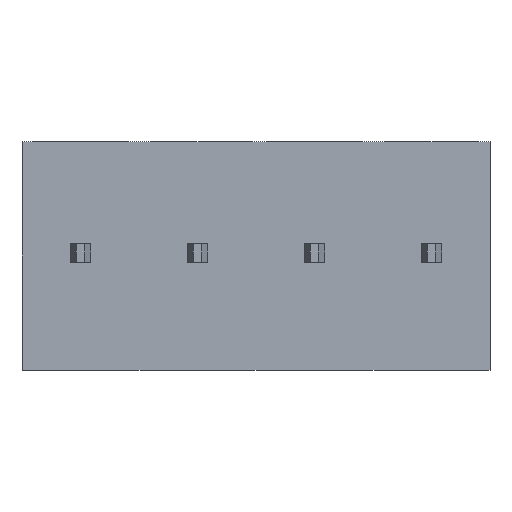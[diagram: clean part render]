
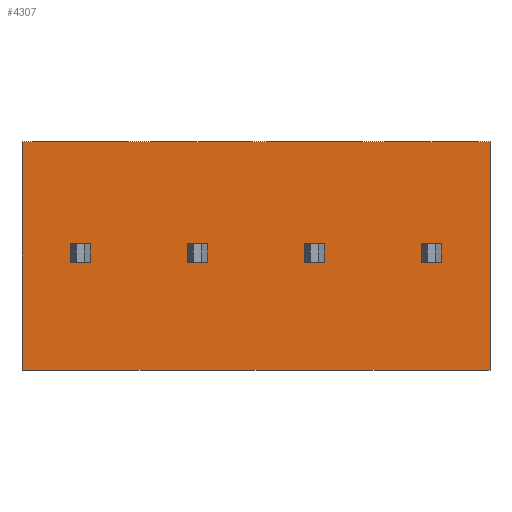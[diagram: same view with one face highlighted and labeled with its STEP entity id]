
A CAD part, front view. The second image highlights one B-rep face of the part: STEP entity #4307.
In plain terms, the highlighted planar face has unit normal (0, -1, 0).
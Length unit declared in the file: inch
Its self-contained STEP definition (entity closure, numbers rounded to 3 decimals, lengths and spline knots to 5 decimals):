
#9=DIRECTION('',(0.,0.,-1.));
#10=VECTOR('',#9,0.39);
#11=CARTESIAN_POINT('',(-0.4,-0.31,0.175));
#12=LINE('',#11,#10);
#193=DIRECTION('',(1.,0.,0.));
#194=VECTOR('',#193,0.8);
#195=CARTESIAN_POINT('',(-0.4,-0.31,-0.215));
#196=LINE('',#195,#194);
#281=DIRECTION('',(1.,0.,0.));
#282=VECTOR('',#281,0.8);
#283=CARTESIAN_POINT('',(-0.4,-0.31,0.175));
#284=LINE('',#283,#282);
#285=DIRECTION('',(0.,0.,-1.));
#286=VECTOR('',#285,0.032);
#287=CARTESIAN_POINT('',(-0.3175,-0.31,0.001));
#288=LINE('',#287,#286);
#289=DIRECTION('',(1.,0.,0.));
#290=VECTOR('',#289,0.035);
#291=CARTESIAN_POINT('',(-0.3175,-0.31,-0.031));
#292=LINE('',#291,#290);
#293=DIRECTION('',(0.,0.,1.));
#294=VECTOR('',#293,0.032);
#295=CARTESIAN_POINT('',(-0.2825,-0.31,-0.031));
#296=LINE('',#295,#294);
#297=DIRECTION('',(-1.,0.,0.));
#298=VECTOR('',#297,0.035);
#299=CARTESIAN_POINT('',(-0.2825,-0.31,0.001));
#300=LINE('',#299,#298);
#301=DIRECTION('',(0.,0.,-1.));
#302=VECTOR('',#301,0.032);
#303=CARTESIAN_POINT('',(-0.1175,-0.31,0.001));
#304=LINE('',#303,#302);
#305=DIRECTION('',(1.,0.,0.));
#306=VECTOR('',#305,0.035);
#307=CARTESIAN_POINT('',(-0.1175,-0.31,-0.031));
#308=LINE('',#307,#306);
#309=DIRECTION('',(0.,0.,1.));
#310=VECTOR('',#309,0.032);
#311=CARTESIAN_POINT('',(-0.0825,-0.31,-0.031));
#312=LINE('',#311,#310);
#313=DIRECTION('',(-1.,0.,0.));
#314=VECTOR('',#313,0.035);
#315=CARTESIAN_POINT('',(-0.0825,-0.31,0.001));
#316=LINE('',#315,#314);
#317=DIRECTION('',(0.,0.,-1.));
#318=VECTOR('',#317,0.032);
#319=CARTESIAN_POINT('',(0.0825,-0.31,0.001));
#320=LINE('',#319,#318);
#321=DIRECTION('',(1.,0.,0.));
#322=VECTOR('',#321,0.035);
#323=CARTESIAN_POINT('',(0.0825,-0.31,-0.031));
#324=LINE('',#323,#322);
#325=DIRECTION('',(0.,0.,1.));
#326=VECTOR('',#325,0.032);
#327=CARTESIAN_POINT('',(0.1175,-0.31,-0.031));
#328=LINE('',#327,#326);
#329=DIRECTION('',(-1.,0.,0.));
#330=VECTOR('',#329,0.035);
#331=CARTESIAN_POINT('',(0.1175,-0.31,0.001));
#332=LINE('',#331,#330);
#333=DIRECTION('',(0.,0.,-1.));
#334=VECTOR('',#333,0.032);
#335=CARTESIAN_POINT('',(0.2825,-0.31,0.001));
#336=LINE('',#335,#334);
#337=DIRECTION('',(1.,0.,0.));
#338=VECTOR('',#337,0.035);
#339=CARTESIAN_POINT('',(0.2825,-0.31,-0.031));
#340=LINE('',#339,#338);
#341=DIRECTION('',(0.,0.,1.));
#342=VECTOR('',#341,0.032);
#343=CARTESIAN_POINT('',(0.3175,-0.31,-0.031));
#344=LINE('',#343,#342);
#345=DIRECTION('',(-1.,0.,0.));
#346=VECTOR('',#345,0.035);
#347=CARTESIAN_POINT('',(0.3175,-0.31,0.001));
#348=LINE('',#347,#346);
#437=DIRECTION('',(0.,0.,-1.));
#438=VECTOR('',#437,0.39);
#439=CARTESIAN_POINT('',(0.4,-0.31,0.175));
#440=LINE('',#439,#438);
#3033=CARTESIAN_POINT('',(-0.4,-0.31,0.175));
#3034=VERTEX_POINT('',#3033);
#3035=CARTESIAN_POINT('',(-0.4,-0.31,-0.215));
#3036=VERTEX_POINT('',#3035);
#3047=CARTESIAN_POINT('',(0.4,-0.31,0.175));
#3048=VERTEX_POINT('',#3047);
#3049=CARTESIAN_POINT('',(0.4,-0.31,-0.215));
#3050=VERTEX_POINT('',#3049);
#3235=CARTESIAN_POINT('',(-0.3175,-0.31,0.001));
#3236=CARTESIAN_POINT('',(-0.3175,-0.31,-0.031));
#3237=VERTEX_POINT('',#3235);
#3238=VERTEX_POINT('',#3236);
#3239=CARTESIAN_POINT('',(-0.2825,-0.31,-0.031));
#3240=VERTEX_POINT('',#3239);
#3241=CARTESIAN_POINT('',(-0.2825,-0.31,0.001));
#3242=VERTEX_POINT('',#3241);
#3599=CARTESIAN_POINT('',(-0.1175,-0.31,0.001));
#3600=CARTESIAN_POINT('',(-0.1175,-0.31,-0.031));
#3601=VERTEX_POINT('',#3599);
#3602=VERTEX_POINT('',#3600);
#3603=CARTESIAN_POINT('',(-0.0825,-0.31,-0.031));
#3604=VERTEX_POINT('',#3603);
#3605=CARTESIAN_POINT('',(-0.0825,-0.31,0.001));
#3606=VERTEX_POINT('',#3605);
#3607=CARTESIAN_POINT('',(0.0825,-0.31,0.001));
#3608=CARTESIAN_POINT('',(0.0825,-0.31,-0.031));
#3609=VERTEX_POINT('',#3607);
#3610=VERTEX_POINT('',#3608);
#3611=CARTESIAN_POINT('',(0.1175,-0.31,-0.031));
#3612=VERTEX_POINT('',#3611);
#3613=CARTESIAN_POINT('',(0.1175,-0.31,0.001));
#3614=VERTEX_POINT('',#3613);
#3793=CARTESIAN_POINT('',(0.2825,-0.31,0.001));
#3794=CARTESIAN_POINT('',(0.2825,-0.31,-0.031));
#3795=VERTEX_POINT('',#3793);
#3796=VERTEX_POINT('',#3794);
#3797=CARTESIAN_POINT('',(0.3175,-0.31,-0.031));
#3798=VERTEX_POINT('',#3797);
#3799=CARTESIAN_POINT('',(0.3175,-0.31,0.001));
#3800=VERTEX_POINT('',#3799);
#4254=CARTESIAN_POINT('',(-0.4,-0.31,0.175));
#4255=DIRECTION('',(0.,-1.,0.));
#4256=DIRECTION('',(0.,0.,-1.));
#4257=AXIS2_PLACEMENT_3D('',#4254,#4255,#4256);
#4258=PLANE('',#4257);
#4259=ORIENTED_EDGE('',*,*,#3874,.F.);
#4261=ORIENTED_EDGE('',*,*,#4260,.T.);
#4263=ORIENTED_EDGE('',*,*,#4262,.T.);
#4264=ORIENTED_EDGE('',*,*,#4046,.F.);
#4265=EDGE_LOOP('',(#4259,#4261,#4263,#4264));
#4266=FACE_OUTER_BOUND('',#4265,.F.);
#4268=ORIENTED_EDGE('',*,*,#4267,.T.);
#4270=ORIENTED_EDGE('',*,*,#4269,.T.);
#4272=ORIENTED_EDGE('',*,*,#4271,.T.);
#4274=ORIENTED_EDGE('',*,*,#4273,.T.);
#4275=EDGE_LOOP('',(#4268,#4270,#4272,#4274));
#4276=FACE_BOUND('',#4275,.F.);
#4278=ORIENTED_EDGE('',*,*,#4277,.T.);
#4280=ORIENTED_EDGE('',*,*,#4279,.T.);
#4282=ORIENTED_EDGE('',*,*,#4281,.T.);
#4284=ORIENTED_EDGE('',*,*,#4283,.T.);
#4285=EDGE_LOOP('',(#4278,#4280,#4282,#4284));
#4286=FACE_BOUND('',#4285,.F.);
#4288=ORIENTED_EDGE('',*,*,#4287,.T.);
#4290=ORIENTED_EDGE('',*,*,#4289,.T.);
#4292=ORIENTED_EDGE('',*,*,#4291,.T.);
#4294=ORIENTED_EDGE('',*,*,#4293,.T.);
#4295=EDGE_LOOP('',(#4288,#4290,#4292,#4294));
#4296=FACE_BOUND('',#4295,.F.);
#4298=ORIENTED_EDGE('',*,*,#4297,.T.);
#4300=ORIENTED_EDGE('',*,*,#4299,.T.);
#4302=ORIENTED_EDGE('',*,*,#4301,.T.);
#4304=ORIENTED_EDGE('',*,*,#4303,.T.);
#4305=EDGE_LOOP('',(#4298,#4300,#4302,#4304));
#4306=FACE_BOUND('',#4305,.F.);
#4307=ADVANCED_FACE('',(#4266,#4276,#4286,#4296,#4306),#4258,.T.);
#3874=EDGE_CURVE('',#3034,#3036,#12,.T.);
#4046=EDGE_CURVE('',#3036,#3050,#196,.T.);
#4260=EDGE_CURVE('',#3034,#3048,#284,.T.);
#4262=EDGE_CURVE('',#3048,#3050,#440,.T.);
#4267=EDGE_CURVE('',#3237,#3238,#288,.T.);
#4269=EDGE_CURVE('',#3238,#3240,#292,.T.);
#4271=EDGE_CURVE('',#3240,#3242,#296,.T.);
#4273=EDGE_CURVE('',#3242,#3237,#300,.T.);
#4277=EDGE_CURVE('',#3601,#3602,#304,.T.);
#4279=EDGE_CURVE('',#3602,#3604,#308,.T.);
#4281=EDGE_CURVE('',#3604,#3606,#312,.T.);
#4283=EDGE_CURVE('',#3606,#3601,#316,.T.);
#4287=EDGE_CURVE('',#3609,#3610,#320,.T.);
#4289=EDGE_CURVE('',#3610,#3612,#324,.T.);
#4291=EDGE_CURVE('',#3612,#3614,#328,.T.);
#4293=EDGE_CURVE('',#3614,#3609,#332,.T.);
#4297=EDGE_CURVE('',#3795,#3796,#336,.T.);
#4299=EDGE_CURVE('',#3796,#3798,#340,.T.);
#4301=EDGE_CURVE('',#3798,#3800,#344,.T.);
#4303=EDGE_CURVE('',#3800,#3795,#348,.T.);
